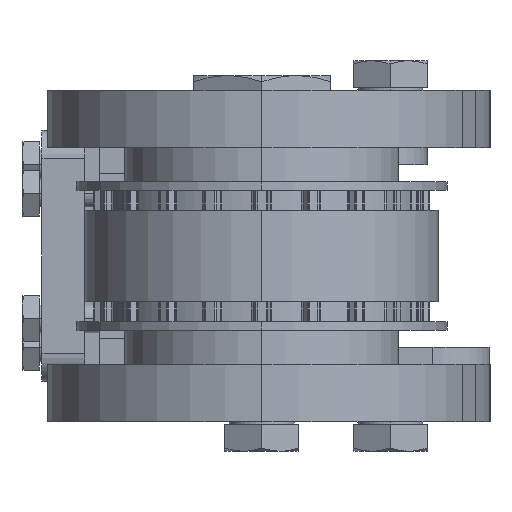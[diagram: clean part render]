
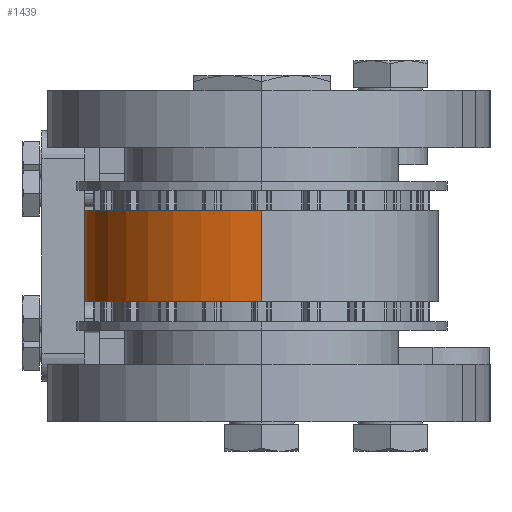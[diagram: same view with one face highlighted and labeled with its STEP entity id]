
A CAD part, left-side view. The second image highlights one B-rep face of the part: STEP entity #1439.
In plain terms, the highlighted cylindrical face has radius 31 mm (diameter 62 mm), a partial arc.
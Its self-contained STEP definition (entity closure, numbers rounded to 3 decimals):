
#1439=ADVANCED_FACE('',(#3900),#3901,.T.);
#3900=FACE_OUTER_BOUND('',#7452,.T.);
#3901=CYLINDRICAL_SURFACE('',#7453,31.0);
#7452=EDGE_LOOP('',(#11612,#11613,#11614,#11615));
#7453=AXIS2_PLACEMENT_3D('',#11616,#11617,#11618);
#11612=ORIENTED_EDGE('',*,*,#22176,.F.);
#11613=ORIENTED_EDGE('',*,*,#22177,.T.);
#11614=ORIENTED_EDGE('',*,*,#22178,.F.);
#11615=ORIENTED_EDGE('',*,*,#22179,.T.);
#11616=CARTESIAN_POINT('',(0.0,0.0,-8.0));
#11617=DIRECTION('',(0.0,0.0,1.0));
#11618=DIRECTION('',(1.0,0.0,0.0));
#22176=EDGE_CURVE('',#26980,#26981,#26982,.T.);
#22177=EDGE_CURVE('',#26980,#26983,#26984,.T.);
#22178=EDGE_CURVE('',#26985,#26983,#26986,.T.);
#22179=EDGE_CURVE('',#26985,#26981,#26987,.T.);
#26980=VERTEX_POINT('',#33828);
#26981=VERTEX_POINT('',#33829);
#26982=LINE('',#33830,#33831);
#26983=VERTEX_POINT('',#33832);
#26984=CIRCLE('',#33833,31.0);
#26985=VERTEX_POINT('',#33834);
#26986=LINE('',#33835,#33836);
#26987=CIRCLE('',#33837,31.0);
#33828=CARTESIAN_POINT('',(-31.0,0.,8.0));
#33829=CARTESIAN_POINT('',(-31.0,0.,-8.0));
#33830=CARTESIAN_POINT('',(-31.0,0.,-8.0));
#33831=VECTOR('',#43740,1.0);
#33832=CARTESIAN_POINT('',(0.0,31.0,8.0));
#33833=AXIS2_PLACEMENT_3D('',#43741,#43742,#43743);
#33834=CARTESIAN_POINT('',(0.0,31.0,-8.0));
#33835=CARTESIAN_POINT('',(0.0,31.0,-8.0));
#33836=VECTOR('',#43744,1.0);
#33837=AXIS2_PLACEMENT_3D('',#43745,#43746,#43747);
#43740=DIRECTION('',(-0.0,-0.0,-1.0));
#43741=CARTESIAN_POINT('',(0.0,0.0,8.0));
#43742=DIRECTION('',(0.0,0.0,-1.0));
#43743=DIRECTION('',(1.0,0.0,0.0));
#43744=DIRECTION('',(0.0,0.0,1.0));
#43745=CARTESIAN_POINT('',(0.0,0.0,-8.0));
#43746=DIRECTION('',(0.0,0.0,1.0));
#43747=DIRECTION('',(1.0,0.0,0.0));
